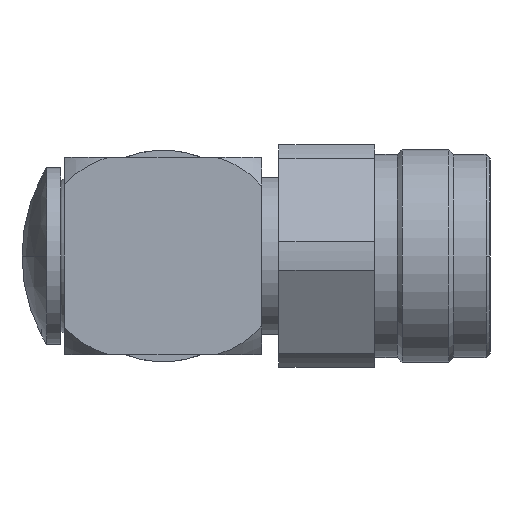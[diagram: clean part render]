
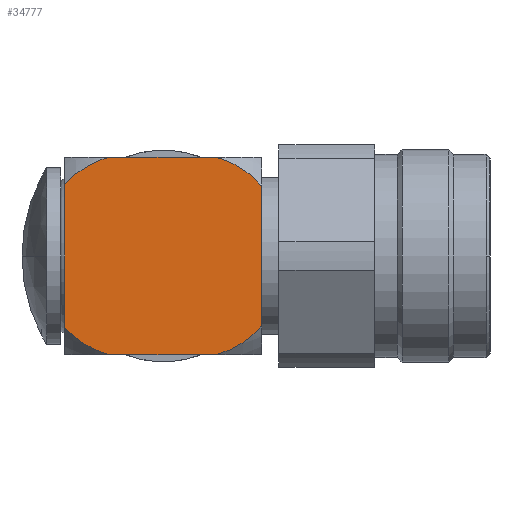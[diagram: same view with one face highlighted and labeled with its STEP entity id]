
A CAD part, left-side view. The second image highlights one B-rep face of the part: STEP entity #34777.
In plain terms, the highlighted planar face has unit normal (-1, 0, 0).
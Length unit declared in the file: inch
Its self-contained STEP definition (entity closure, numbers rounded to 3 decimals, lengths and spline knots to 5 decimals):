
#391 = CARTESIAN_POINT ( 'NONE',  ( -0.275, 0.24169, -0.23143 ) ) ;
#611 = CARTESIAN_POINT ( 'NONE',  ( -0.275, -0.15095, 0.27585 ) ) ;
#739 = CARTESIAN_POINT ( 'NONE',  ( -0.275, 0.2775, -0.19544 ) ) ;
#1331 = VERTEX_POINT ( 'NONE', #3230 ) ;
#1679 = CARTESIAN_POINT ( 'NONE',  ( -0.275, -0.25769, -0.21762 ) ) ;
#1898 = CARTESIAN_POINT ( 'NONE',  ( -0.275, 0.15095, 0.27585 ) ) ;
#2072 = ORIENTED_EDGE ( 'NONE', *, *, #39155, .T. ) ;
#2554 = CARTESIAN_POINT ( 'NONE',  ( -0.275, -0.2285, 0.23998 ) ) ;
#2567 = DIRECTION ( 'NONE',  ( 0., 0., -1. ) ) ;
#2933 = CARTESIAN_POINT ( 'NONE',  ( -0.275, -0.2742, 0.19919 ) ) ;
#3230 = CARTESIAN_POINT ( 'NONE',  ( -0.275, -0.2742, -0.19919 ) ) ;
#3734 = B_SPLINE_CURVE_WITH_KNOTS ( 'NONE', 3,
 ( #38704, #15878, #391, #33059, #23175, #26383, #19325, #36296 ),
 .UNSPECIFIED., .F., .F.,
 ( 4, 2, 2, 4 ),
 ( 0.00536, 0.00728, 0.00824, 0.00921 ),
 .UNSPECIFIED. ) ;
#4220 = DIRECTION ( 'NONE',  ( 0., 0., -1. ) ) ;
#4235 = VERTEX_POINT ( 'NONE', #2933 ) ;
#4311 = B_SPLINE_CURVE_WITH_KNOTS ( 'NONE', 3,
 ( #35229, #6187, #5762, #18883, #35645, #2554, #19305, #15446, #25954, #15657 ),
 .UNSPECIFIED., .F., .F.,
 ( 4, 2, 2, 2, 4 ),
 ( 0.0342, 0.03513, 0.03605, 0.03698, 0.03791 ),
 .UNSPECIFIED. ) ;
#4614 = ORIENTED_EDGE ( 'NONE', *, *, #40015, .F. ) ;
#4998 = CARTESIAN_POINT ( 'NONE',  ( -0.275, 0., -0.27585 ) ) ;
#5099 = CARTESIAN_POINT ( 'NONE',  ( -0.275, -0.15095, -0.27585 ) ) ;
#5216 = VERTEX_POINT ( 'NONE', #18215 ) ;
#5253 = EDGE_CURVE ( 'NONE', #4235, #1331, #41467, .T. ) ;
#5316 = CARTESIAN_POINT ( 'NONE',  ( -0.275, -0.20784, -0.25289 ) ) ;
#5522 = CARTESIAN_POINT ( 'NONE',  ( -0.275, -0.2742, 0.27585 ) ) ;
#5762 = CARTESIAN_POINT ( 'NONE',  ( -0.275, -0.17425, 0.26859 ) ) ;
#6187 = CARTESIAN_POINT ( 'NONE',  ( -0.275, -0.16272, 0.27265 ) ) ;
#7241 = CARTESIAN_POINT ( 'NONE',  ( -0.275, 0.2775, 0.27585 ) ) ;
#7426 = CARTESIAN_POINT ( 'NONE',  ( -0.275, 0.20959, 0.25192 ) ) ;
#8940 = CARTESIAN_POINT ( 'NONE',  ( -0.275, 0., 0.27585 ) ) ;
#10223 = CARTESIAN_POINT ( 'NONE',  ( -0.275, 0.26017, 0.21414 ) ) ;
#12478 = ORIENTED_EDGE ( 'NONE', *, *, #20487, .T. ) ;
#12574 = VECTOR ( 'NONE', #31758, 39.37008 ) ;
#12595 = VERTEX_POINT ( 'NONE', #611 ) ;
#13727 = AXIS2_PLACEMENT_3D ( 'NONE', #18895, #32015, #2567 ) ;
#14003 = EDGE_CURVE ( 'NONE', #5216, #14361, #19915, .T. ) ;
#14251 = EDGE_CURVE ( 'NONE', #37628, #12595, #28714, .T. ) ;
#14361 = VERTEX_POINT ( 'NONE', #739 ) ;
#14789 = CARTESIAN_POINT ( 'NONE',  ( -0.275, -0.23906, -0.23338 ) ) ;
#15200 = CARTESIAN_POINT ( 'NONE',  ( -0.275, -0.2742, -0.19919 ) ) ;
#15446 = CARTESIAN_POINT ( 'NONE',  ( -0.275, -0.25711, 0.21699 ) ) ;
#15657 = CARTESIAN_POINT ( 'NONE',  ( -0.275, -0.2742, 0.19919 ) ) ;
#15878 = CARTESIAN_POINT ( 'NONE',  ( -0.275, 0.26077, -0.21483 ) ) ;
#15976 = ORIENTED_EDGE ( 'NONE', *, *, #5253, .F. ) ;
#16647 = CARTESIAN_POINT ( 'NONE',  ( -0.275, 0.17504, 0.26831 ) ) ;
#18215 = CARTESIAN_POINT ( 'NONE',  ( -0.275, 0.2775, 0.19544 ) ) ;
#18529 = DIRECTION ( 'NONE',  ( 0., -1., 0. ) ) ;
#18883 = CARTESIAN_POINT ( 'NONE',  ( -0.275, -0.19681, 0.25872 ) ) ;
#18895 = CARTESIAN_POINT ( 'NONE',  ( -0.275, 0., 0.27585 ) ) ;
#19305 = CARTESIAN_POINT ( 'NONE',  ( -0.275, -0.23837, 0.23279 ) ) ;
#19325 = CARTESIAN_POINT ( 'NONE',  ( -0.275, 0.16315, -0.27253 ) ) ;
#19905 = VERTEX_POINT ( 'NONE', #37603 ) ;
#19915 = LINE ( 'NONE', #7241, #38981 ) ;
#20487 = EDGE_CURVE ( 'NONE', #14361, #35012, #3734, .T. ) ;
#21346 = ORIENTED_EDGE ( 'NONE', *, *, #14251, .F. ) ;
#22121 = FACE_OUTER_BOUND ( 'NONE', #23837, .T. ) ;
#23175 = CARTESIAN_POINT ( 'NONE',  ( -0.275, 0.19829, -0.258 ) ) ;
#23442 = ORIENTED_EDGE ( 'NONE', *, *, #36763, .T. ) ;
#23535 = CARTESIAN_POINT ( 'NONE',  ( -0.275, 0.23089, 0.23833 ) ) ;
#23837 = EDGE_LOOP ( 'NONE', ( #4614, #15976, #30005, #21346, #2072, #42197, #12478, #23442 ) ) ;
#25954 = CARTESIAN_POINT ( 'NONE',  ( -0.275, -0.26602, 0.20832 ) ) ;
#26383 = CARTESIAN_POINT ( 'NONE',  ( -0.275, 0.17506, -0.2683 ) ) ;
#27195 = CARTESIAN_POINT ( 'NONE',  ( -0.275, 0.26923, 0.20502 ) ) ;
#27888 = CARTESIAN_POINT ( 'NONE',  ( -0.275, -0.16275, -0.27264 ) ) ;
#28313 = CARTESIAN_POINT ( 'NONE',  ( -0.275, -0.19679, -0.25873 ) ) ;
#28714 = LINE ( 'NONE', #8940, #30836 ) ;
#29563 = CARTESIAN_POINT ( 'NONE',  ( -0.275, 0.241, 0.23077 ) ) ;
#30005 = ORIENTED_EDGE ( 'NONE', *, *, #33639, .F. ) ;
#30259 = B_SPLINE_CURVE_WITH_KNOTS ( 'NONE', 3,
 ( #15200, #1679, #14789, #5316, #28313, #41464, #27888, #5099 ),
 .UNSPECIFIED., .F., .F.,
 ( 4, 2, 2, 4 ),
 ( 0.00549, 0.00735, 0.00828, 0.00921 ),
 .UNSPECIFIED. ) ;
#30836 = VECTOR ( 'NONE', #31729, 39.37008 ) ;
#31729 = DIRECTION ( 'NONE',  ( 0., -1., 0. ) ) ;
#31758 = DIRECTION ( 'NONE',  ( 0., 0., -1. ) ) ;
#32015 = DIRECTION ( 'NONE',  ( 1., 0., 0. ) ) ;
#33059 = CARTESIAN_POINT ( 'NONE',  ( -0.275, 0.20965, -0.25189 ) ) ;
#33217 = CARTESIAN_POINT ( 'NONE',  ( -0.275, 0.16312, 0.27254 ) ) ;
#33639 = EDGE_CURVE ( 'NONE', #12595, #4235, #4311, .T. ) ;
#34439 = VECTOR ( 'NONE', #18529, 39.37008 ) ;
#34460 = LINE ( 'NONE', #4998, #34439 ) ;
#34777 = ADVANCED_FACE ( 'NONE', ( #22121 ), #35658, .F. ) ;
#35012 = VERTEX_POINT ( 'NONE', #37381 ) ;
#35229 = CARTESIAN_POINT ( 'NONE',  ( -0.275, -0.15095, 0.27585 ) ) ;
#35645 = CARTESIAN_POINT ( 'NONE',  ( -0.275, -0.20776, 0.25293 ) ) ;
#35658 = PLANE ( 'NONE',  #13727 ) ;
#36296 = CARTESIAN_POINT ( 'NONE',  ( -0.275, 0.15095, -0.27585 ) ) ;
#36671 = CARTESIAN_POINT ( 'NONE',  ( -0.275, 0.19832, 0.25799 ) ) ;
#36763 = EDGE_CURVE ( 'NONE', #35012, #19905, #34460, .T. ) ;
#36913 = B_SPLINE_CURVE_WITH_KNOTS ( 'NONE', 3,
 ( #39900, #33217, #16647, #36671, #7426, #23535, #29563, #10223, #27195, #40123 ),
 .UNSPECIFIED., .F., .F.,
 ( 4, 2, 2, 2, 4 ),
 ( 0.0342, 0.03516, 0.03612, 0.03707, 0.03803 ),
 .UNSPECIFIED. ) ;
#37381 = CARTESIAN_POINT ( 'NONE',  ( -0.275, 0.15095, -0.27585 ) ) ;
#37603 = CARTESIAN_POINT ( 'NONE',  ( -0.275, -0.15095, -0.27585 ) ) ;
#37628 = VERTEX_POINT ( 'NONE', #1898 ) ;
#38704 = CARTESIAN_POINT ( 'NONE',  ( -0.275, 0.2775, -0.19544 ) ) ;
#38981 = VECTOR ( 'NONE', #4220, 39.37008 ) ;
#39155 = EDGE_CURVE ( 'NONE', #37628, #5216, #36913, .T. ) ;
#39900 = CARTESIAN_POINT ( 'NONE',  ( -0.275, 0.15095, 0.27585 ) ) ;
#40015 = EDGE_CURVE ( 'NONE', #1331, #19905, #30259, .T. ) ;
#40123 = CARTESIAN_POINT ( 'NONE',  ( -0.275, 0.2775, 0.19544 ) ) ;
#41464 = CARTESIAN_POINT ( 'NONE',  ( -0.275, -0.17428, -0.26858 ) ) ;
#41467 = LINE ( 'NONE', #5522, #12574 ) ;
#42197 = ORIENTED_EDGE ( 'NONE', *, *, #14003, .T. ) ;
